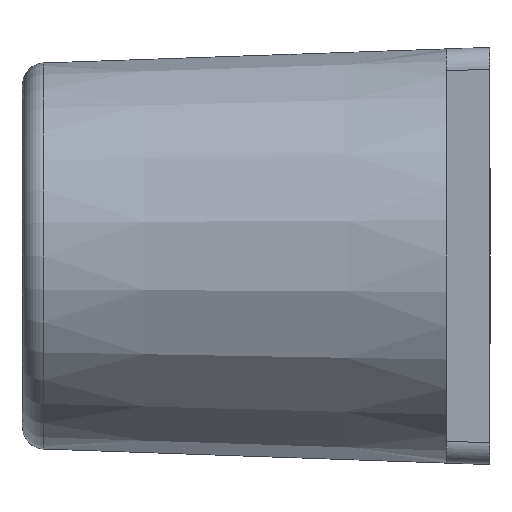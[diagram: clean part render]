
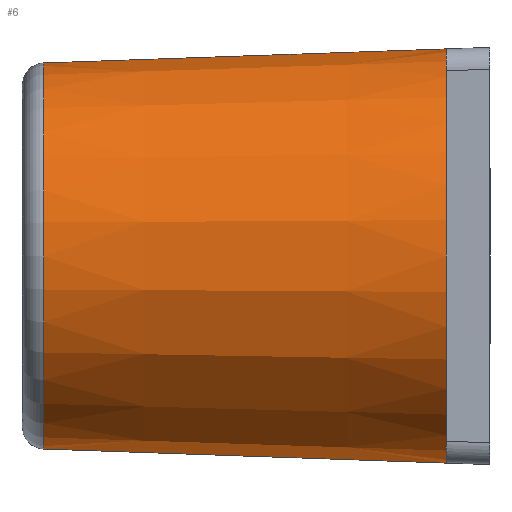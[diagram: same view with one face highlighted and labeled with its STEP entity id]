
A CAD part, left-side view. The second image highlights one B-rep face of the part: STEP entity #6.
In plain terms, the highlighted conical face has half-angle 2 degrees and reference radius 4.4 mm.
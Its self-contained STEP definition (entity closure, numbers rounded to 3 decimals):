
#6 = ADVANCED_FACE ( 'NONE', ( #391 ), #2424, .T. ) ;
#20 = VECTOR ( 'NONE', #2434, 1000. ) ;
#29 = EDGE_CURVE ( 'NONE', #267, #771, #2393, .T. ) ;
#33 = CARTESIAN_POINT ( 'NONE',  ( 7.5, 10.217, 0. ) ) ;
#147 = CARTESIAN_POINT ( 'NONE',  ( 7.5, 10.7, 4.4 ) ) ;
#159 = DIRECTION ( 'NONE',  ( 0., -0.999, 0.035 ) ) ;
#191 = DIRECTION ( 'NONE',  ( 0., -1., 0. ) ) ;
#254 = DIRECTION ( 'NONE',  ( 0., -1., 0. ) ) ;
#267 = VERTEX_POINT ( 'NONE', #1087 ) ;
#333 = EDGE_CURVE ( 'NONE', #771, #584, #473, .T. ) ;
#345 = EDGE_CURVE ( 'NONE', #267, #363, #354, .T. ) ;
#354 = LINE ( 'NONE', #147, #2185 ) ;
#363 = VERTEX_POINT ( 'NONE', #1299 ) ;
#391 = FACE_OUTER_BOUND ( 'NONE', #1630, .T. ) ;
#473 = LINE ( 'NONE', #2232, #20 ) ;
#584 = VERTEX_POINT ( 'NONE', #650 ) ;
#597 = DIRECTION ( 'NONE',  ( 0., 0., -1. ) ) ;
#650 = CARTESIAN_POINT ( 'NONE',  ( 7.5, 1., -4.739 ) ) ;
#702 = CARTESIAN_POINT ( 'NONE',  ( 7.5, 10.217, -4.417 ) ) ;
#732 = CARTESIAN_POINT ( 'NONE',  ( 7.5, 1., 0. ) ) ;
#771 = VERTEX_POINT ( 'NONE', #702 ) ;
#1007 = DIRECTION ( 'NONE',  ( 0., 0., 1. ) ) ;
#1087 = CARTESIAN_POINT ( 'NONE',  ( 7.5, 10.217, 4.417 ) ) ;
#1097 = ORIENTED_EDGE ( 'NONE', *, *, #29, .T. ) ;
#1173 = AXIS2_PLACEMENT_3D ( 'NONE', #732, #191, #1907 ) ;
#1230 = ORIENTED_EDGE ( 'NONE', *, *, #1660, .F. ) ;
#1299 = CARTESIAN_POINT ( 'NONE',  ( 7.5, 1., 4.739 ) ) ;
#1484 = CIRCLE ( 'NONE', #1173, 4.739 ) ;
#1556 = CARTESIAN_POINT ( 'NONE',  ( 7.5, 10.7, 0. ) ) ;
#1630 = EDGE_LOOP ( 'NONE', ( #1097, #1658, #1230, #1987 ) ) ;
#1658 = ORIENTED_EDGE ( 'NONE', *, *, #333, .T. ) ;
#1660 = EDGE_CURVE ( 'NONE', #363, #584, #1484, .T. ) ;
#1907 = DIRECTION ( 'NONE',  ( 0., 0., -1. ) ) ;
#1925 = DIRECTION ( 'NONE',  ( 0., -1., 0. ) ) ;
#1967 = AXIS2_PLACEMENT_3D ( 'NONE', #33, #1925, #597 ) ;
#1987 = ORIENTED_EDGE ( 'NONE', *, *, #345, .F. ) ;
#2185 = VECTOR ( 'NONE', #159, 1000. ) ;
#2232 = CARTESIAN_POINT ( 'NONE',  ( 7.5, 10.7, -4.4 ) ) ;
#2334 = AXIS2_PLACEMENT_3D ( 'NONE', #1556, #254, #1007 ) ;
#2393 = CIRCLE ( 'NONE', #1967, 4.417 ) ;
#2424 = CONICAL_SURFACE ( 'NONE', #2334, 4.4, 0.035 ) ;
#2434 = DIRECTION ( 'NONE',  ( 0., -0.999, -0.035 ) ) ;
